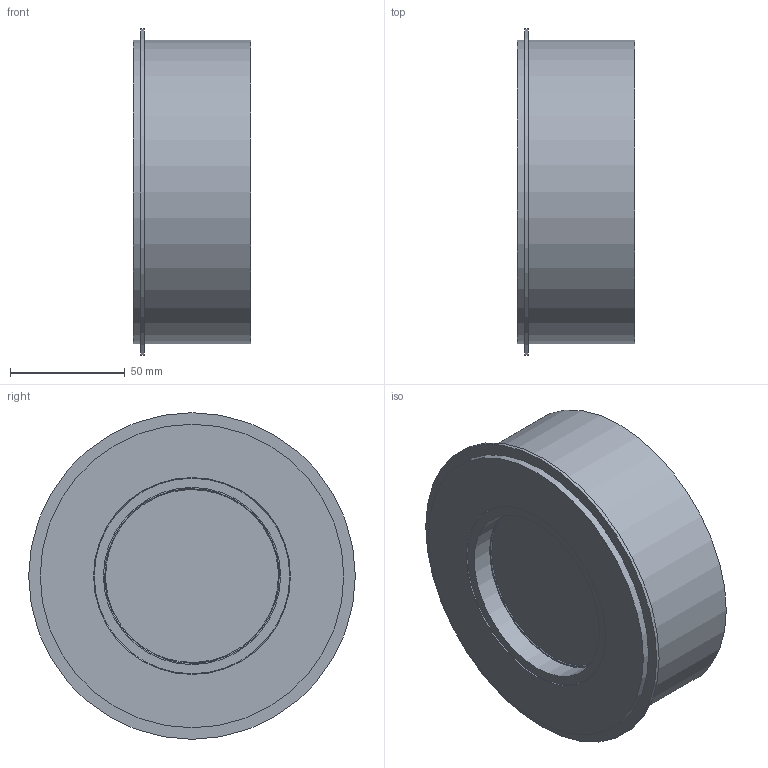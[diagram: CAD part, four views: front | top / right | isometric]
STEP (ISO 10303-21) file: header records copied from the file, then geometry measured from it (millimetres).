
FILE_DESCRIPTION((''),'2;1');
FILE_NAME('98200020.stp','2008-04-07T11:51:36',('frese'),(''),'Autodesk Inventor 2008','Autodesk Inventor 2008','');
FILE_SCHEMA(('AUTOMOTIVE_DESIGN { 1 0 10303 214 1 1 1 1 }'));
Length unit declared in the file: millimetre
Products named in the file (1): 98200020
Bounding box: 51 x 142 x 142 mm (x, y, z)
Volume: 361351.8 mm3; surface area: 77576.8 mm2
Topology: 1 solids, 1 shells, 76 faces, 175 edges, 117 vertices
Faces by surface type: plane 49, cylinder 22, cone 4, bspline 1
Full cylindrical faces by diameter (mm): 5.9 x3, 6.3 x3, 8 x3, 77 x1, 88 x1, 103 x1, 130 x1, 132 x2, 142 x1
Entity records: 2142 total; most frequent: CARTESIAN_POINT 373, DIRECTION 362, ORIENTED_EDGE 288, EDGE_CURVE 144, AXIS2_PLACEMENT_3D 142, EDGE_LOOP 120, VERTEX_POINT 108, VECTOR 78
